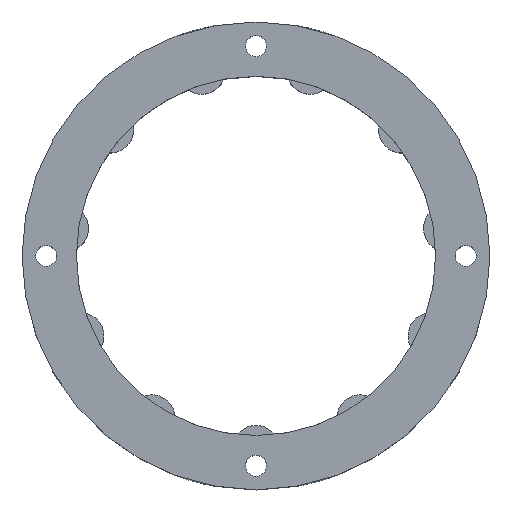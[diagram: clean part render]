
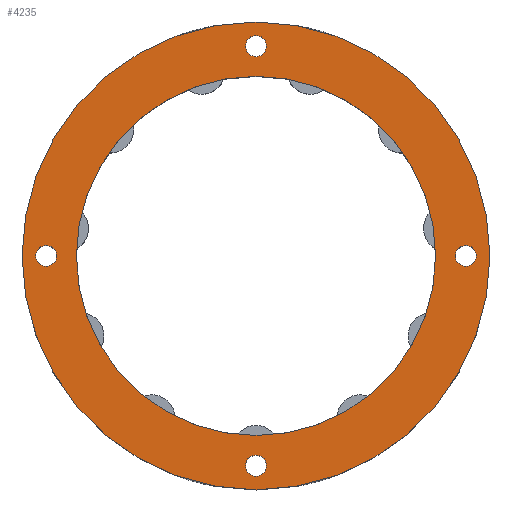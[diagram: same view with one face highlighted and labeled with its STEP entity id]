
A CAD part, top view. The second image highlights one B-rep face of the part: STEP entity #4235.
In plain terms, the highlighted planar face has unit normal (0, 0, 1).
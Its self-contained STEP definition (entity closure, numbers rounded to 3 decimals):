
#218 = FACE_BOUND ( 'NONE', #2875, .T. ) ;
#252 = DIRECTION ( 'NONE',  ( 0., 0., 1. ) ) ;
#265 = FACE_BOUND ( 'NONE', #3991, .T. ) ;
#293 = DIRECTION ( 'NONE',  ( 1., 0., 0. ) ) ;
#296 = CARTESIAN_POINT ( 'NONE',  ( 0., 0., 15. ) ) ;
#380 = DIRECTION ( 'NONE',  ( 1., 0., 0. ) ) ;
#405 = VERTEX_POINT ( 'NONE', #4083 ) ;
#445 = VERTEX_POINT ( 'NONE', #4990 ) ;
#510 = CARTESIAN_POINT ( 'NONE',  ( 0., 34., 15. ) ) ;
#625 = DIRECTION ( 'NONE',  ( 1., 0., 0. ) ) ;
#688 = ORIENTED_EDGE ( 'NONE', *, *, #1176, .T. ) ;
#699 = CARTESIAN_POINT ( 'NONE',  ( 0., 0., 15. ) ) ;
#718 = VERTEX_POINT ( 'NONE', #2763 ) ;
#785 = DIRECTION ( 'NONE',  ( 1., 0., 0. ) ) ;
#801 = AXIS2_PLACEMENT_3D ( 'NONE', #2751, #4866, #785 ) ;
#824 = CIRCLE ( 'NONE', #1250, 29.1 ) ;
#872 = CARTESIAN_POINT ( 'NONE',  ( -37.9, 0., 15. ) ) ;
#878 = ORIENTED_EDGE ( 'NONE', *, *, #1688, .T. ) ;
#948 = EDGE_CURVE ( 'NONE', #405, #1395, #3348, .T. ) ;
#1003 = DIRECTION ( 'NONE',  ( 0., 0., 1. ) ) ;
#1061 = VERTEX_POINT ( 'NONE', #4121 ) ;
#1103 = AXIS2_PLACEMENT_3D ( 'NONE', #2730, #252, #3532 ) ;
#1106 = PLANE ( 'NONE',  #2195 ) ;
#1134 = EDGE_LOOP ( 'NONE', ( #4671, #3699 ) ) ;
#1146 = VERTEX_POINT ( 'NONE', #3768 ) ;
#1176 = EDGE_CURVE ( 'NONE', #3685, #718, #4481, .T. ) ;
#1250 = AXIS2_PLACEMENT_3D ( 'NONE', #296, #2724, #3217 ) ;
#1290 = EDGE_CURVE ( 'NONE', #1146, #445, #3307, .T. ) ;
#1338 = ORIENTED_EDGE ( 'NONE', *, *, #2877, .F. ) ;
#1343 = VERTEX_POINT ( 'NONE', #3110 ) ;
#1390 = CARTESIAN_POINT ( 'NONE',  ( 32.3, 0., 15. ) ) ;
#1395 = VERTEX_POINT ( 'NONE', #2297 ) ;
#1427 = DIRECTION ( 'NONE',  ( 1., 0., 0. ) ) ;
#1429 = EDGE_CURVE ( 'NONE', #2246, #1691, #824, .T. ) ;
#1436 = EDGE_CURVE ( 'NONE', #1343, #1658, #4292, .T. ) ;
#1455 = FACE_BOUND ( 'NONE', #1134, .T. ) ;
#1591 = CARTESIAN_POINT ( 'NONE',  ( -34., 0., 15. ) ) ;
#1594 = CARTESIAN_POINT ( 'NONE',  ( 0., -34., 15. ) ) ;
#1658 = VERTEX_POINT ( 'NONE', #3403 ) ;
#1663 = AXIS2_PLACEMENT_3D ( 'NONE', #2616, #1003, #3026 ) ;
#1688 = EDGE_CURVE ( 'NONE', #718, #3685, #2000, .T. ) ;
#1691 = VERTEX_POINT ( 'NONE', #1866 ) ;
#1866 = CARTESIAN_POINT ( 'NONE',  ( 29.1, 0., 15. ) ) ;
#1898 = EDGE_LOOP ( 'NONE', ( #2417, #3329 ) ) ;
#1950 = ORIENTED_EDGE ( 'NONE', *, *, #5229, .F. ) ;
#2000 = CIRCLE ( 'NONE', #3382, 37.9 ) ;
#2009 = AXIS2_PLACEMENT_3D ( 'NONE', #1591, #3324, #380 ) ;
#2036 = CIRCLE ( 'NONE', #4459, 1.7 ) ;
#2092 = CIRCLE ( 'NONE', #3826, 29.1 ) ;
#2152 = DIRECTION ( 'NONE',  ( 1., 0., 0. ) ) ;
#2195 = AXIS2_PLACEMENT_3D ( 'NONE', #699, #3999, #293 ) ;
#2201 = CIRCLE ( 'NONE', #3592, 1.7 ) ;
#2225 = EDGE_LOOP ( 'NONE', ( #2352, #4687 ) ) ;
#2246 = VERTEX_POINT ( 'NONE', #2698 ) ;
#2283 = CIRCLE ( 'NONE', #4100, 1.7 ) ;
#2296 = DIRECTION ( 'NONE',  ( 0., 0., 1. ) ) ;
#2297 = CARTESIAN_POINT ( 'NONE',  ( 1.7, 34., 15. ) ) ;
#2321 = FACE_BOUND ( 'NONE', #2225, .T. ) ;
#2352 = ORIENTED_EDGE ( 'NONE', *, *, #1290, .F. ) ;
#2417 = ORIENTED_EDGE ( 'NONE', *, *, #948, .F. ) ;
#2422 = EDGE_CURVE ( 'NONE', #1691, #2246, #2092, .T. ) ;
#2461 = CARTESIAN_POINT ( 'NONE',  ( 34., 0., 15. ) ) ;
#2586 = DIRECTION ( 'NONE',  ( 0., 0., 1. ) ) ;
#2616 = CARTESIAN_POINT ( 'NONE',  ( 0., -34., 15. ) ) ;
#2698 = CARTESIAN_POINT ( 'NONE',  ( -29.1, 0., 15. ) ) ;
#2724 = DIRECTION ( 'NONE',  ( 0., 0., 1. ) ) ;
#2730 = CARTESIAN_POINT ( 'NONE',  ( 0., 34., 15. ) ) ;
#2751 = CARTESIAN_POINT ( 'NONE',  ( -34., 0., 15. ) ) ;
#2763 = CARTESIAN_POINT ( 'NONE',  ( 37.9, 0., 15. ) ) ;
#2837 = DIRECTION ( 'NONE',  ( 0., 0., 1. ) ) ;
#2866 = ORIENTED_EDGE ( 'NONE', *, *, #1436, .F. ) ;
#2875 = EDGE_LOOP ( 'NONE', ( #2866, #1338 ) ) ;
#2877 = EDGE_CURVE ( 'NONE', #1658, #1343, #4861, .T. ) ;
#2919 = DIRECTION ( 'NONE',  ( 1., 0., 0. ) ) ;
#3026 = DIRECTION ( 'NONE',  ( 1., 0., 0. ) ) ;
#3110 = CARTESIAN_POINT ( 'NONE',  ( -35.7, 0., 15. ) ) ;
#3217 = DIRECTION ( 'NONE',  ( 1., 0., 0. ) ) ;
#3227 = DIRECTION ( 'NONE',  ( 1., 0., 0. ) ) ;
#3268 = EDGE_LOOP ( 'NONE', ( #688, #878 ) ) ;
#3307 = CIRCLE ( 'NONE', #1663, 1.7 ) ;
#3324 = DIRECTION ( 'NONE',  ( 0., 0., 1. ) ) ;
#3327 = DIRECTION ( 'NONE',  ( 1., 0., 0. ) ) ;
#3329 = ORIENTED_EDGE ( 'NONE', *, *, #4414, .F. ) ;
#3348 = CIRCLE ( 'NONE', #1103, 1.7 ) ;
#3382 = AXIS2_PLACEMENT_3D ( 'NONE', #3919, #4271, #1427 ) ;
#3398 = VERTEX_POINT ( 'NONE', #1390 ) ;
#3403 = CARTESIAN_POINT ( 'NONE',  ( -32.3, 0., 15. ) ) ;
#3458 = ORIENTED_EDGE ( 'NONE', *, *, #4904, .F. ) ;
#3532 = DIRECTION ( 'NONE',  ( 1., 0., 0. ) ) ;
#3592 = AXIS2_PLACEMENT_3D ( 'NONE', #2461, #2837, #2919 ) ;
#3662 = DIRECTION ( 'NONE',  ( 0., 0., 1. ) ) ;
#3685 = VERTEX_POINT ( 'NONE', #872 ) ;
#3699 = ORIENTED_EDGE ( 'NONE', *, *, #2422, .F. ) ;
#3768 = CARTESIAN_POINT ( 'NONE',  ( -1.7, -34., 15. ) ) ;
#3793 = DIRECTION ( 'NONE',  ( 1., 0., 0. ) ) ;
#3826 = AXIS2_PLACEMENT_3D ( 'NONE', #4502, #3662, #3227 ) ;
#3919 = CARTESIAN_POINT ( 'NONE',  ( 0., 0., 15. ) ) ;
#3923 = FACE_BOUND ( 'NONE', #1898, .T. ) ;
#3991 = EDGE_LOOP ( 'NONE', ( #1950, #3458 ) ) ;
#3999 = DIRECTION ( 'NONE',  ( 0., 0., 1. ) ) ;
#4083 = CARTESIAN_POINT ( 'NONE',  ( -1.7, 34., 15. ) ) ;
#4100 = AXIS2_PLACEMENT_3D ( 'NONE', #510, #5101, #2152 ) ;
#4121 = CARTESIAN_POINT ( 'NONE',  ( 35.7, 0., 15. ) ) ;
#4235 = ADVANCED_FACE ( 'NONE', ( #2321, #265, #3923, #218, #4814, #1455 ), #1106, .T. ) ;
#4271 = DIRECTION ( 'NONE',  ( 0., 0., 1. ) ) ;
#4274 = CIRCLE ( 'NONE', #5048, 1.7 ) ;
#4292 = CIRCLE ( 'NONE', #801, 1.7 ) ;
#4414 = EDGE_CURVE ( 'NONE', #1395, #405, #2283, .T. ) ;
#4459 = AXIS2_PLACEMENT_3D ( 'NONE', #4816, #2296, #625 ) ;
#4481 = CIRCLE ( 'NONE', #5166, 37.9 ) ;
#4502 = CARTESIAN_POINT ( 'NONE',  ( 0., 0., 15. ) ) ;
#4656 = CARTESIAN_POINT ( 'NONE',  ( 0., 0., 15. ) ) ;
#4671 = ORIENTED_EDGE ( 'NONE', *, *, #1429, .F. ) ;
#4687 = ORIENTED_EDGE ( 'NONE', *, *, #4884, .F. ) ;
#4814 = FACE_OUTER_BOUND ( 'NONE', #3268, .T. ) ;
#4816 = CARTESIAN_POINT ( 'NONE',  ( 34., 0., 15. ) ) ;
#4861 = CIRCLE ( 'NONE', #2009, 1.7 ) ;
#4866 = DIRECTION ( 'NONE',  ( 0., 0., 1. ) ) ;
#4884 = EDGE_CURVE ( 'NONE', #445, #1146, #4274, .T. ) ;
#4898 = DIRECTION ( 'NONE',  ( 0., 0., 1. ) ) ;
#4904 = EDGE_CURVE ( 'NONE', #1061, #3398, #2201, .T. ) ;
#4990 = CARTESIAN_POINT ( 'NONE',  ( 1.7, -34., 15. ) ) ;
#5048 = AXIS2_PLACEMENT_3D ( 'NONE', #1594, #4898, #3327 ) ;
#5101 = DIRECTION ( 'NONE',  ( 0., 0., 1. ) ) ;
#5166 = AXIS2_PLACEMENT_3D ( 'NONE', #4656, #2586, #3793 ) ;
#5229 = EDGE_CURVE ( 'NONE', #3398, #1061, #2036, .T. ) ;
